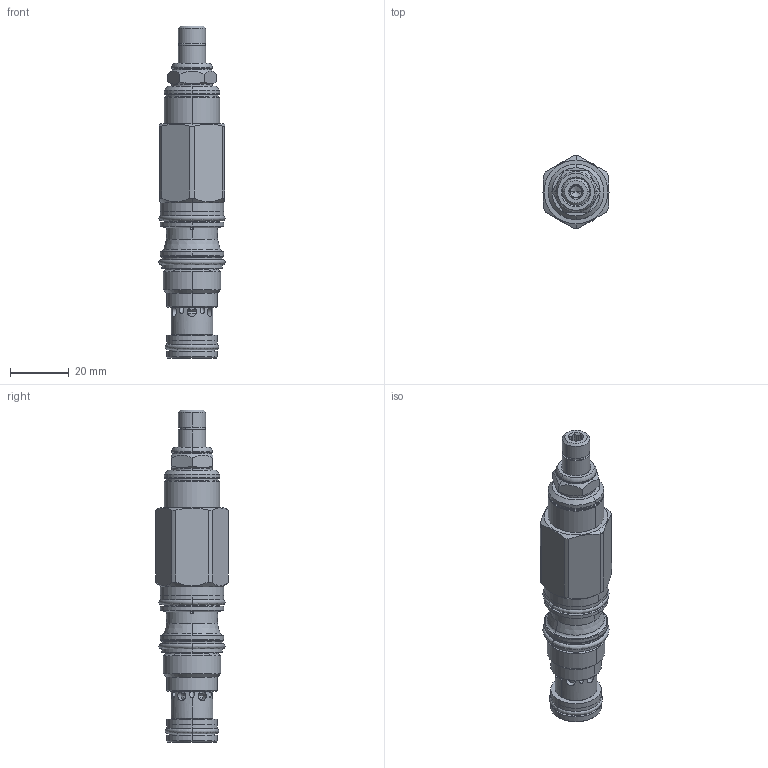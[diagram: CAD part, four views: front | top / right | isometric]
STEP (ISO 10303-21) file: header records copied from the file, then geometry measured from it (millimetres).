
FILE_DESCRIPTION((''),'2;1');
FILE_NAME('SXCA-LAN_PRT','2017-07-05T',('Administrator'),(''),'PRO/ENGINEER BY PARAMETRIC TECHNOLOGY CORPORATION, 2006240','PRO/ENGINEER BY PARAMETRIC TECHNOLOGY CORPORATION, 2006240','');
FILE_SCHEMA(('CONFIG_CONTROL_DESIGN'));
Length unit declared in the file: inch
Products named in the file (1): SXCA-LAN_PRT
Bounding box: 22.55 x 24.84 x 113.41 mm (x, y, z)
Volume: 30139 mm3; surface area: 10690.4 mm2
Topology: 4 solids, 4 shells, 310 faces, 716 edges, 415 vertices
Faces by surface type: cylinder 127, cone 62, plane 62, torus 45, revolution 12, sphere 2
Entity records: 11691 total; most frequent: CARTESIAN_POINT 4674, DIRECTION 1530, ORIENTED_EDGE 1412, EDGE_CURVE 706, AXIS2_PLACEMENT_3D 658, VERTEX_POINT 415, CIRCLE 360, EDGE_LOOP 345
